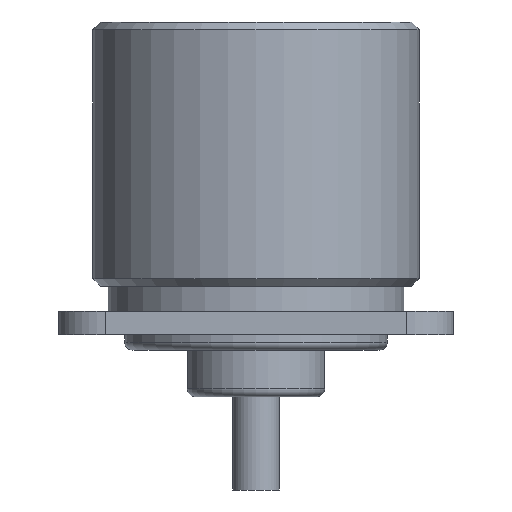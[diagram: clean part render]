
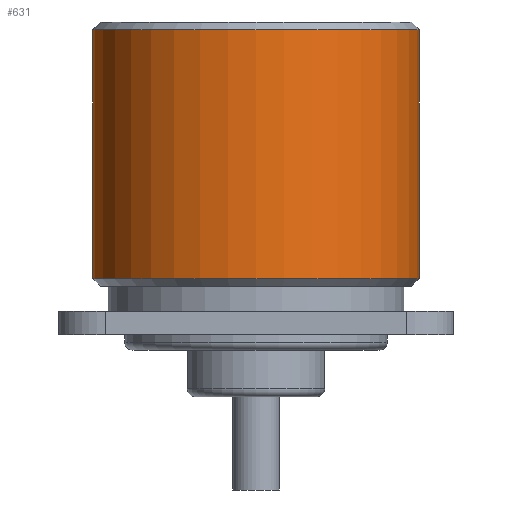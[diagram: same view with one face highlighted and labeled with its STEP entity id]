
A CAD part, front view. The second image highlights one B-rep face of the part: STEP entity #631.
In plain terms, the highlighted cylindrical face has radius 10.5 mm (diameter 21 mm), a partial arc.
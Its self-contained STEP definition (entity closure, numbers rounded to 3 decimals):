
#92 = VECTOR ( 'NONE', #1694, 1000. ) ;
#161 = CARTESIAN_POINT ( 'NONE',  ( 10.5, 0., 0.9 ) ) ;
#205 = DIRECTION ( 'NONE',  ( 1., 0., 0. ) ) ;
#260 = DIRECTION ( 'NONE',  ( 0., 0., -1. ) ) ;
#281 = CARTESIAN_POINT ( 'NONE',  ( -10.5, 0., 0.9 ) ) ;
#316 = ORIENTED_EDGE ( 'NONE', *, *, #502, .T. ) ;
#321 = CARTESIAN_POINT ( 'NONE',  ( 10.5, 0., -15.1 ) ) ;
#323 = VECTOR ( 'NONE', #260, 1000. ) ;
#422 = DIRECTION ( 'NONE',  ( 0., 0., 1. ) ) ;
#473 = VERTEX_POINT ( 'NONE', #321 ) ;
#502 = EDGE_CURVE ( 'NONE', #1663, #1926, #2706, .T. ) ;
#631 = ADVANCED_FACE ( 'NONE', ( #1388 ), #1649, .T. ) ;
#776 = DIRECTION ( 'NONE',  ( 0., 0., -1. ) ) ;
#787 = CARTESIAN_POINT ( 'NONE',  ( 0., 0., 1.4 ) ) ;
#796 = DIRECTION ( 'NONE',  ( -1., 0., 0. ) ) ;
#833 = AXIS2_PLACEMENT_3D ( 'NONE', #1453, #422, #205 ) ;
#1152 = ORIENTED_EDGE ( 'NONE', *, *, #2457, .T. ) ;
#1159 = DIRECTION ( 'NONE',  ( 0., 0., -1. ) ) ;
#1214 = AXIS2_PLACEMENT_3D ( 'NONE', #787, #776, #796 ) ;
#1304 = EDGE_CURVE ( 'NONE', #1663, #473, #1516, .T. ) ;
#1388 = FACE_OUTER_BOUND ( 'NONE', #1659, .T. ) ;
#1404 = AXIS2_PLACEMENT_3D ( 'NONE', #1766, #1159, #2619 ) ;
#1453 = CARTESIAN_POINT ( 'NONE',  ( 0., 0., -15.1 ) ) ;
#1516 = LINE ( 'NONE', #2353, #92 ) ;
#1649 = CYLINDRICAL_SURFACE ( 'NONE', #1214, 10.5 ) ;
#1659 = EDGE_LOOP ( 'NONE', ( #2553, #316, #1152, #1688 ) ) ;
#1663 = VERTEX_POINT ( 'NONE', #161 ) ;
#1688 = ORIENTED_EDGE ( 'NONE', *, *, #1841, .T. ) ;
#1694 = DIRECTION ( 'NONE',  ( 0., 0., -1. ) ) ;
#1766 = CARTESIAN_POINT ( 'NONE',  ( 0., 0., 0.9 ) ) ;
#1838 = CIRCLE ( 'NONE', #833, 10.5 ) ;
#1841 = EDGE_CURVE ( 'NONE', #2489, #473, #1838, .T. ) ;
#1877 = LINE ( 'NONE', #2124, #323 ) ;
#1926 = VERTEX_POINT ( 'NONE', #281 ) ;
#2124 = CARTESIAN_POINT ( 'NONE',  ( -10.5, 0., 1.4 ) ) ;
#2353 = CARTESIAN_POINT ( 'NONE',  ( 10.5, 0., 1.4 ) ) ;
#2457 = EDGE_CURVE ( 'NONE', #1926, #2489, #1877, .T. ) ;
#2489 = VERTEX_POINT ( 'NONE', #2582 ) ;
#2553 = ORIENTED_EDGE ( 'NONE', *, *, #1304, .F. ) ;
#2582 = CARTESIAN_POINT ( 'NONE',  ( -10.5, 0., -15.1 ) ) ;
#2619 = DIRECTION ( 'NONE',  ( 1., 0., 0. ) ) ;
#2706 = CIRCLE ( 'NONE', #1404, 10.5 ) ;
